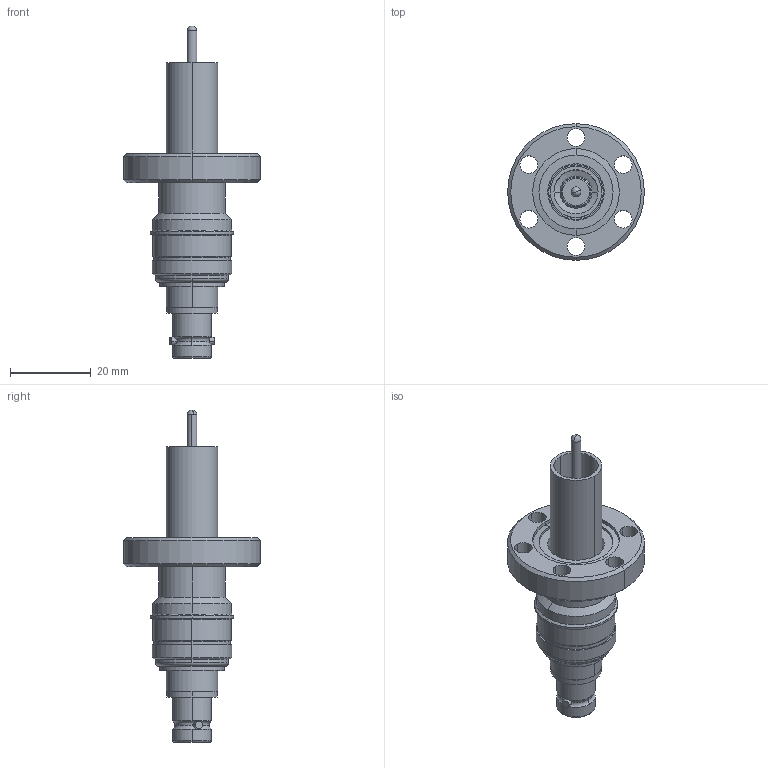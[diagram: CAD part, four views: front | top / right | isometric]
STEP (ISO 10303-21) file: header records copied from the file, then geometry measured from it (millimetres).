
FILE_DESCRIPTION (( 'STEP AP214' ), '1' );
FILE_NAME ('241-BNCF-C16.step', '2025-02-18T19:25:58', ( '' ), ( '' ), 'SwSTEP 2.0', 'SolidWorks 2022', '' );
FILE_SCHEMA (( 'AUTOMOTIVE_DESIGN' ));
Length unit declared in the file: millimetre
Products named in the file (1): 241-BNCF-C16
Bounding box: 33.78 x 33.78 x 82.04 mm (x, y, z)
Volume: 10635.9 mm3; surface area: 13459.5 mm2
Topology: 3 solids, 3 shells, 185 faces, 422 edges, 262 vertices
Faces by surface type: cylinder 97, cone 34, plane 34, torus 18, sphere 2
Entity records: 5497 total; most frequent: DIRECTION 1047, CARTESIAN_POINT 1044, ORIENTED_EDGE 836, AXIS2_PLACEMENT_3D 451, EDGE_CURVE 418, CIRCLE 265, VERTEX_POINT 260, EDGE_LOOP 222
